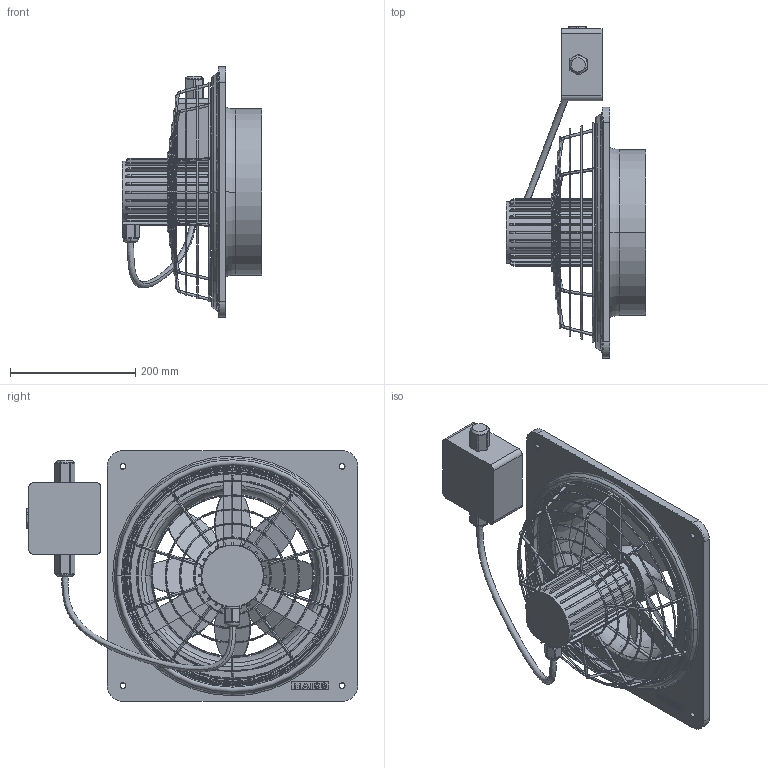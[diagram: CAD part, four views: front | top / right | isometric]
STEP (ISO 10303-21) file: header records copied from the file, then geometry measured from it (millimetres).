
FILE_DESCRIPTION(('Creo Elements/Direct Modeling STEP Export'),'2;1');
FILE_NAME('0083.0172 DZQ 25_4 B Ex e.stp','2021-01-20T13:55:42',(''),(''),'PTC Creo Elements/Direct Modeling STEP processor for AP214 (Solid Model)','PTC Creo Elements/Direct Modeling 19.0C 15-Aug-2015 (C) Parametric Technology GmbH','');
FILE_SCHEMA(('AUTOMOTIVE_DESIGN { 1 0 10303 214 1 1 1 1 }'));
Length unit declared in the file: millimetre
Products named in the file (6): T1; T2; T3; T4; 0083-0172; 0083.0172_DZQ_25_4_B_Ex_e.stp
Assembly tree (5 placements, depth 3):
  0083.0172_DZQ_25_4_B_Ex_e.stp
    0083-0172
      T4
      T3
      T2
      T1
Bounding box: 223 x 529.41 x 400 mm (x, y, z)
Volume: 2897129.8 mm3; surface area: 781372.8 mm2
Topology: 4 solids, 10 shells, 791 faces, 2494 edges, 1633 vertices
Faces by surface type: plane 324, cylinder 228, torus 168, bspline 41, cone 28, sphere 2
Entity records: 43702 total; most frequent: CARTESIAN_POINT 19239, ORIENTED_EDGE 4988, DIRECTION 3355, EDGE_CURVE 2494, VERTEX_POINT 1633, AXIS2_PLACEMENT_3D 1267, EDGE_LOOP 889, VECTOR 821
